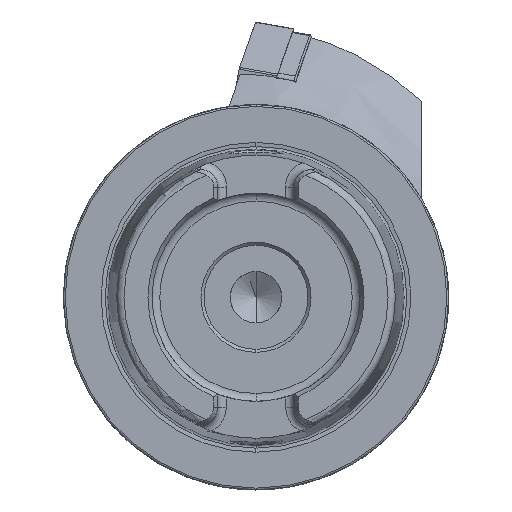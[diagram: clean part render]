
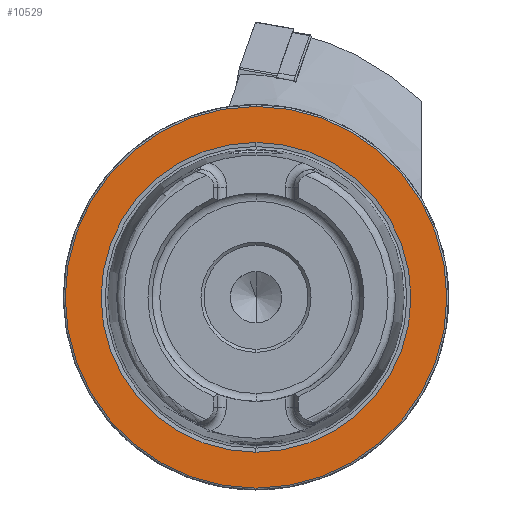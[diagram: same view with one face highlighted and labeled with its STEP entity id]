
A CAD part, left-side view. The second image highlights one B-rep face of the part: STEP entity #10529.
In plain terms, the highlighted planar face has unit normal (-1, 0, 0).
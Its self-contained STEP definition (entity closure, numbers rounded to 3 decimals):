
#1647 = FACE_OUTER_BOUND ( 'NONE', #7424, .T. ) ;
#1653 = FACE_BOUND ( 'NONE', #2797, .T. ) ;
#1761 = EDGE_CURVE ( 'NONE', #5750, #5749, #11369, .T. ) ;
#1774 = EDGE_CURVE ( 'NONE', #5747, #5742, #11375, .T. ) ;
#2287 = EDGE_CURVE ( 'NONE', #5742, #5747, #10084, .T. ) ;
#2797 = EDGE_LOOP ( 'NONE', ( #7514, #7515 ) ) ;
#4331 = CARTESIAN_POINT ( 'NONE',  ( 0., 0., 0. ) ) ;
#4332 = DIRECTION ( 'NONE',  ( -1., 0., 0. ) ) ;
#4333 = DIRECTION ( 'NONE',  ( 0., 0., 1. ) ) ;
#4761 = CARTESIAN_POINT ( 'NONE',  ( 0., 31.2, 0. ) ) ;
#4764 = PLANE ( 'NONE',  #8241 ) ;
#4766 = DIRECTION ( 'NONE',  ( 1., 0., 0. ) ) ;
#4767 = DIRECTION ( 'NONE',  ( 0., 0., -1. ) ) ;
#5742 = VERTEX_POINT ( 'NONE', #7896 ) ;
#5747 = VERTEX_POINT ( 'NONE', #7901 ) ;
#5749 = VERTEX_POINT ( 'NONE', #7903 ) ;
#5750 = VERTEX_POINT ( 'NONE', #7904 ) ;
#6737 = CARTESIAN_POINT ( 'NONE',  ( 0., 0., 0. ) ) ;
#6738 = DIRECTION ( 'NONE',  ( -1., 0., 0. ) ) ;
#6739 = DIRECTION ( 'NONE',  ( 0., 0., 1. ) ) ;
#6757 = CARTESIAN_POINT ( 'NONE',  ( 0., 0., 0. ) ) ;
#6758 = DIRECTION ( 'NONE',  ( -1., 0., 0. ) ) ;
#6759 = DIRECTION ( 'NONE',  ( 0., 0., 1. ) ) ;
#7424 = EDGE_LOOP ( 'NONE', ( #7516, #7517 ) ) ;
#7514 = ORIENTED_EDGE ( 'NONE', *, *, #1774, .F. ) ;
#7515 = ORIENTED_EDGE ( 'NONE', *, *, #2287, .F. ) ;
#7516 = ORIENTED_EDGE ( 'NONE', *, *, #11754, .T. ) ;
#7517 = ORIENTED_EDGE ( 'NONE', *, *, #1761, .T. ) ;
#7814 = CARTESIAN_POINT ( 'NONE',  ( 0., 0., 0. ) ) ;
#7815 = DIRECTION ( 'NONE',  ( -1., 0., 0. ) ) ;
#7816 = DIRECTION ( 'NONE',  ( 0., 0., 1. ) ) ;
#7896 = CARTESIAN_POINT ( 'NONE',  ( 0., 0., -25.324 ) ) ;
#7901 = CARTESIAN_POINT ( 'NONE',  ( 0., 0., 25.324 ) ) ;
#7903 = CARTESIAN_POINT ( 'NONE',  ( 0., 0., 31.2 ) ) ;
#7904 = CARTESIAN_POINT ( 'NONE',  ( 0., 0., -31.2 ) ) ;
#8000 = AXIS2_PLACEMENT_3D ( 'NONE', #6737, #6738, #6739 ) ;
#8006 = AXIS2_PLACEMENT_3D ( 'NONE', #6757, #6758, #6759 ) ;
#8134 = AXIS2_PLACEMENT_3D ( 'NONE', #7814, #7815, #7816 ) ;
#8241 = AXIS2_PLACEMENT_3D ( 'NONE', #4761, #4766, #4767 ) ;
#9752 = CIRCLE ( 'NONE', #11029, 31.2 ) ;
#10084 = CIRCLE ( 'NONE', #8134, 25.324 ) ;
#10529 = ADVANCED_FACE ( 'NONE', ( #1653, #1647 ), #4764, .F. ) ;
#11029 = AXIS2_PLACEMENT_3D ( 'NONE', #4331, #4332, #4333 ) ;
#11369 = CIRCLE ( 'NONE', #8000, 31.2 ) ;
#11375 = CIRCLE ( 'NONE', #8006, 25.324 ) ;
#11754 = EDGE_CURVE ( 'NONE', #5749, #5750, #9752, .T. ) ;
